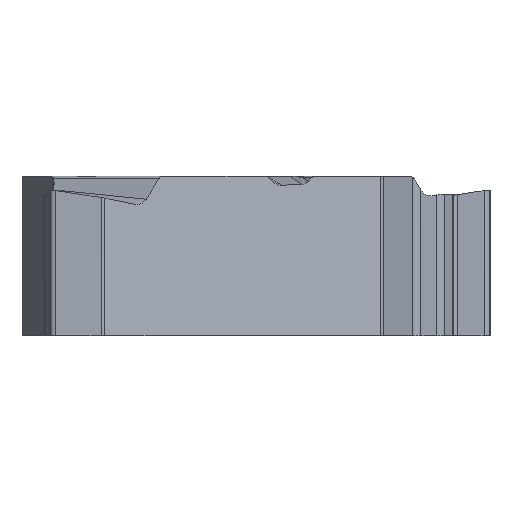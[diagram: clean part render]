
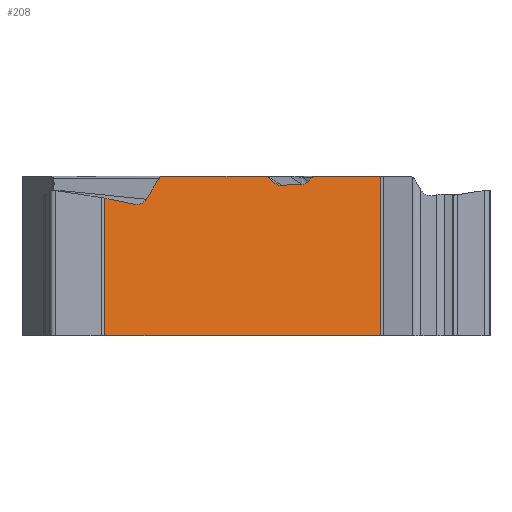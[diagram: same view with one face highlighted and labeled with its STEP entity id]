
A CAD part, front view. The second image highlights one B-rep face of the part: STEP entity #208.
In plain terms, the highlighted planar face has unit normal (0.5, -0.866, 0).
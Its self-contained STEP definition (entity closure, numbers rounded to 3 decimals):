
#208=ADVANCED_FACE('',(#355),#292,.F.);
#292=PLANE('',#2157);
#355=FACE_OUTER_BOUND('',#467,.T.);
#467=EDGE_LOOP('',(#1114,#1115,#1116,#1117,#1118,#1119,#1120,#1121,#1122,
#1123,#1124,#1125,#1126,#1127,#1128,#1129));
#608=LINE('',#3664,#781);
#612=LINE('',#3720,#785);
#618=LINE('',#3881,#792);
#619=LINE('',#3884,#793);
#620=LINE('',#3886,#794);
#621=LINE('',#3889,#795);
#622=LINE('',#3905,#796);
#623=LINE('',#3921,#797);
#624=LINE('',#3926,#798);
#625=LINE('',#3930,#799);
#781=VECTOR('',#2483,1.);
#785=VECTOR('',#2487,1.);
#792=VECTOR('',#2510,1.);
#793=VECTOR('',#2511,1.);
#794=VECTOR('',#2512,1.);
#795=VECTOR('',#2515,1.);
#796=VECTOR('',#2516,1.);
#797=VECTOR('',#2517,1.);
#798=VECTOR('',#2522,1.);
#799=VECTOR('',#2525,1.);
#1114=ORIENTED_EDGE('',*,*,#1816,.T.);
#1115=ORIENTED_EDGE('',*,*,#1817,.T.);
#1116=ORIENTED_EDGE('',*,*,#1818,.T.);
#1117=ORIENTED_EDGE('',*,*,#1800,.F.);
#1118=ORIENTED_EDGE('',*,*,#1819,.F.);
#1119=ORIENTED_EDGE('',*,*,#1820,.F.);
#1120=ORIENTED_EDGE('',*,*,#1821,.F.);
#1121=ORIENTED_EDGE('',*,*,#1822,.F.);
#1122=ORIENTED_EDGE('',*,*,#1823,.F.);
#1123=ORIENTED_EDGE('',*,*,#1824,.F.);
#1124=ORIENTED_EDGE('',*,*,#1825,.F.);
#1125=ORIENTED_EDGE('',*,*,#1793,.F.);
#1126=ORIENTED_EDGE('',*,*,#1826,.F.);
#1127=ORIENTED_EDGE('',*,*,#1827,.F.);
#1128=ORIENTED_EDGE('',*,*,#1828,.T.);
#1129=ORIENTED_EDGE('',*,*,#1829,.F.);
#1568=VERTEX_POINT('',#3663);
#1569=VERTEX_POINT('',#3665);
#1575=VERTEX_POINT('',#3719);
#1576=VERTEX_POINT('',#3721);
#1584=VERTEX_POINT('',#3882);
#1585=VERTEX_POINT('',#3883);
#1586=VERTEX_POINT('',#3885);
#1587=VERTEX_POINT('',#3888);
#1588=VERTEX_POINT('',#3890);
#1589=VERTEX_POINT('',#3904);
#1590=VERTEX_POINT('',#3906);
#1591=VERTEX_POINT('',#3920);
#1592=VERTEX_POINT('',#3922);
#1593=VERTEX_POINT('',#3925);
#1594=VERTEX_POINT('',#3927);
#1595=VERTEX_POINT('',#3929);
#1793=EDGE_CURVE('',#1568,#1569,#608,.T.);
#1800=EDGE_CURVE('',#1575,#1576,#612,.T.);
#1816=EDGE_CURVE('',#1584,#1585,#618,.T.);
#1817=EDGE_CURVE('',#1585,#1586,#619,.T.);
#1818=EDGE_CURVE('',#1586,#1576,#620,.T.);
#1819=EDGE_CURVE('',#1587,#1575,#1986,.T.);
#1820=EDGE_CURVE('',#1588,#1587,#621,.T.);
#1821=EDGE_CURVE('',#1589,#1588,#2040,.T.);
#1822=EDGE_CURVE('',#1590,#1589,#622,.T.);
#1823=EDGE_CURVE('',#1591,#1590,#2041,.T.);
#1824=EDGE_CURVE('',#1592,#1591,#623,.T.);
#1825=EDGE_CURVE('',#1569,#1592,#1987,.T.);
#1826=EDGE_CURVE('',#1593,#1568,#1988,.T.);
#1827=EDGE_CURVE('',#1594,#1593,#624,.T.);
#1828=EDGE_CURVE('',#1594,#1595,#1989,.T.);
#1829=EDGE_CURVE('',#1584,#1595,#625,.T.);
#1986=ELLIPSE('',#2153,0.15,0.15);
#1987=ELLIPSE('',#2154,0.167,0.15);
#1988=ELLIPSE('',#2155,0.177,0.15);
#1989=ELLIPSE('',#2156,0.368,0.32);
#2040=B_SPLINE_CURVE_WITH_KNOTS('',3,(#3891,#3892,#3893,#3894,#3895,#3896,
#3897,#3898,#3899,#3900,#3901,#3902,#3903),.UNSPECIFIED.,.F.,.F.,(4,3,3,
3,4),(0.,0.249,0.498,0.746,1.),
 .UNSPECIFIED.);
#2041=B_SPLINE_CURVE_WITH_KNOTS('',3,(#3907,#3908,#3909,#3910,#3911,#3912,
#3913,#3914,#3915,#3916,#3917,#3918,#3919),.UNSPECIFIED.,.F.,.F.,(4,3,3,
3,4),(0.,0.234,0.468,0.701,1.),
 .UNSPECIFIED.);
#2153=AXIS2_PLACEMENT_3D('',#3887,#2513,#2514);
#2154=AXIS2_PLACEMENT_3D('',#3923,#2518,#2519);
#2155=AXIS2_PLACEMENT_3D('',#3924,#2520,#2521);
#2156=AXIS2_PLACEMENT_3D('',#3928,#2523,#2524);
#2157=AXIS2_PLACEMENT_3D('',#3931,#2526,#2527);
#2483=DIRECTION('',(0.866,0.5,0.));
#2487=DIRECTION('',(0.866,0.5,0.));
#2510=DIRECTION('',(0.,0.,-1.));
#2511=DIRECTION('',(0.866,0.5,0.));
#2512=DIRECTION('',(0.,0.,1.));
#2513=DIRECTION('',(-0.5,0.866,0.));
#2514=DIRECTION('',(0.866,0.5,0.));
#2515=DIRECTION('',(0.658,0.38,0.651));
#2516=DIRECTION('',(0.865,0.5,0.043));
#2517=DIRECTION('',(0.686,0.396,-0.611));
#2518=DIRECTION('',(-0.5,0.866,0.));
#2519=DIRECTION('',(-0.866,-0.5,0.));
#2520=DIRECTION('',(-0.5,0.866,0.));
#2521=DIRECTION('',(-0.866,-0.5,0.));
#2522=DIRECTION('',(0.497,0.287,0.819));
#2523=DIRECTION('',(-0.5,0.866,0.));
#2524=DIRECTION('',(-0.853,-0.492,0.174));
#2525=DIRECTION('',(0.853,0.492,-0.174));
#2526=DIRECTION('',(-0.5,0.866,0.));
#2527=DIRECTION('',(0.,0.,-1.));
#3663=CARTESIAN_POINT('',(-0.908,-6.023,0.38));
#3664=CARTESIAN_POINT('',(5.129,-2.538,0.38));
#3665=CARTESIAN_POINT('',(1.861,-4.425,0.38));
#3719=CARTESIAN_POINT('',(3.222,-3.639,0.38));
#3720=CARTESIAN_POINT('',(-0.367,-5.711,0.38));
#3721=CARTESIAN_POINT('',(4.995,-2.615,0.38));
#3881=CARTESIAN_POINT('',(-2.505,-6.945,-5.47));
#3882=CARTESIAN_POINT('',(-2.505,-6.945,-0.222));
#3883=CARTESIAN_POINT('',(-2.505,-6.945,-3.97));
#3884=CARTESIAN_POINT('',(-0.367,-5.711,-3.97));
#3885=CARTESIAN_POINT('',(4.995,-2.615,-3.97));
#3886=CARTESIAN_POINT('',(4.995,-2.615,3.38));
#3887=CARTESIAN_POINT('',(3.222,-3.639,0.23));
#3888=CARTESIAN_POINT('',(3.137,-3.688,0.344));
#3889=CARTESIAN_POINT('',(0.97,-4.939,-1.801));
#3890=CARTESIAN_POINT('',(3.029,-3.75,0.237));
#3891=CARTESIAN_POINT('',(2.857,-3.85,0.158));
#3892=CARTESIAN_POINT('',(2.873,-3.841,0.159));
#3893=CARTESIAN_POINT('',(2.888,-3.832,0.162));
#3894=CARTESIAN_POINT('',(2.904,-3.823,0.165));
#3895=CARTESIAN_POINT('',(2.919,-3.814,0.169));
#3896=CARTESIAN_POINT('',(2.934,-3.805,0.174));
#3897=CARTESIAN_POINT('',(2.949,-3.797,0.181));
#3898=CARTESIAN_POINT('',(2.963,-3.789,0.188));
#3899=CARTESIAN_POINT('',(2.977,-3.78,0.196));
#3900=CARTESIAN_POINT('',(2.99,-3.773,0.205));
#3901=CARTESIAN_POINT('',(3.004,-3.765,0.214));
#3902=CARTESIAN_POINT('',(3.017,-3.757,0.225));
#3903=CARTESIAN_POINT('',(3.029,-3.75,0.237));
#3904=CARTESIAN_POINT('',(2.857,-3.85,0.158));
#3905=CARTESIAN_POINT('',(-0.367,-5.711,0.));
#3906=CARTESIAN_POINT('',(2.296,-4.173,0.131));
#3907=CARTESIAN_POINT('',(2.124,-4.273,0.193));
#3908=CARTESIAN_POINT('',(2.136,-4.266,0.182));
#3909=CARTESIAN_POINT('',(2.148,-4.259,0.173));
#3910=CARTESIAN_POINT('',(2.161,-4.252,0.166));
#3911=CARTESIAN_POINT('',(2.173,-4.245,0.158));
#3912=CARTESIAN_POINT('',(2.186,-4.237,0.151));
#3913=CARTESIAN_POINT('',(2.2,-4.229,0.146));
#3914=CARTESIAN_POINT('',(2.214,-4.221,0.141));
#3915=CARTESIAN_POINT('',(2.228,-4.213,0.137));
#3916=CARTESIAN_POINT('',(2.242,-4.205,0.134));
#3917=CARTESIAN_POINT('',(2.26,-4.195,0.131));
#3918=CARTESIAN_POINT('',(2.278,-4.184,0.13));
#3919=CARTESIAN_POINT('',(2.296,-4.173,0.131));
#3920=CARTESIAN_POINT('',(2.124,-4.273,0.193));
#3921=CARTESIAN_POINT('',(4.089,-3.139,-1.557));
#3922=CARTESIAN_POINT('',(1.954,-4.371,0.344));
#3923=CARTESIAN_POINT('',(1.861,-4.425,0.23));
#3924=CARTESIAN_POINT('',(-0.908,-6.023,0.23));
#3925=CARTESIAN_POINT('',(-1.04,-6.099,0.307));
#3926=CARTESIAN_POINT('',(0.865,-5.,3.447));
#3927=CARTESIAN_POINT('',(-1.376,-6.294,-0.249));
#3928=CARTESIAN_POINT('',(-1.649,-6.451,-0.071));
#3929=CARTESIAN_POINT('',(-1.697,-6.479,-0.386));
#3930=CARTESIAN_POINT('',(4.866,-2.69,-1.723));
#3931=CARTESIAN_POINT('',(-0.367,-5.711,0.));
